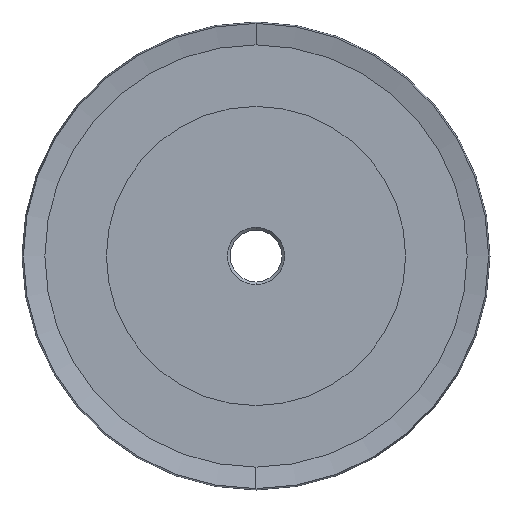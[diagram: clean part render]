
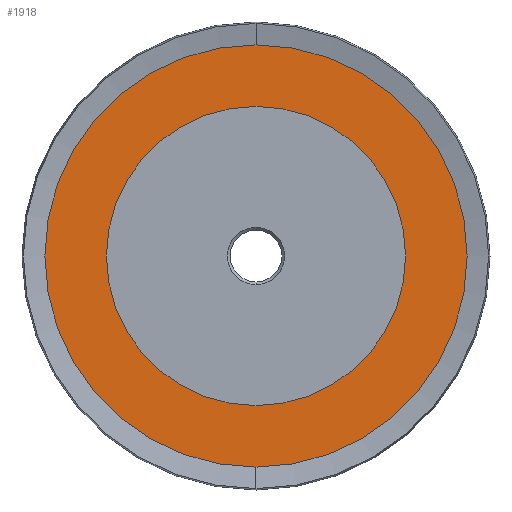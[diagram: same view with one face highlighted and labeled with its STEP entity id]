
A CAD part, left-side view. The second image highlights one B-rep face of the part: STEP entity #1918.
In plain terms, the highlighted planar face has unit normal (-1, 0, 0).
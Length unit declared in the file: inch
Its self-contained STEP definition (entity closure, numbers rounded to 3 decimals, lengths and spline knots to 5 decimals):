
#533 = VERTEX_POINT ( 'NONE', #9497 ) ;
#609 = AXIS2_PLACEMENT_3D ( 'NONE', #7350, #2224, #8203 ) ;
#917 = CIRCLE ( 'NONE', #609, 1.01508 ) ;
#1085 = DIRECTION ( 'NONE',  ( -1., 0., 0. ) ) ;
#1233 = DIRECTION ( 'NONE',  ( -1., 0., 0. ) ) ;
#1428 = CARTESIAN_POINT ( 'NONE',  ( 0.0325, 0., -0.719 ) ) ;
#1440 = CIRCLE ( 'NONE', #8232, 0.719 ) ;
#1918 = ADVANCED_FACE ( 'NONE', ( #2843, #7118 ), #8761, .T. ) ;
#2013 = DIRECTION ( 'NONE',  ( -1., 0., 0. ) ) ;
#2025 = CIRCLE ( 'NONE', #7637, 1.01508 ) ;
#2174 = ORIENTED_EDGE ( 'NONE', *, *, #2564, .T. ) ;
#2224 = DIRECTION ( 'NONE',  ( -1., 0., 0. ) ) ;
#2564 = EDGE_CURVE ( 'NONE', #3996, #3995, #917, .T. ) ;
#2683 = ORIENTED_EDGE ( 'NONE', *, *, #4644, .F. ) ;
#2730 = EDGE_LOOP ( 'NONE', ( #2174, #8076 ) ) ;
#2843 = FACE_BOUND ( 'NONE', #4237, .T. ) ;
#3111 = CARTESIAN_POINT ( 'NONE',  ( 0.0325, 0., -1.01508 ) ) ;
#3433 = EDGE_CURVE ( 'NONE', #3613, #533, #1440, .T. ) ;
#3613 = VERTEX_POINT ( 'NONE', #1428 ) ;
#3994 = CARTESIAN_POINT ( 'NONE',  ( 0.0325, 0., 0. ) ) ;
#3995 = VERTEX_POINT ( 'NONE', #3111 ) ;
#3996 = VERTEX_POINT ( 'NONE', #10775 ) ;
#4237 = EDGE_LOOP ( 'NONE', ( #5676, #2683 ) ) ;
#4644 = EDGE_CURVE ( 'NONE', #533, #3613, #5055, .T. ) ;
#4859 = DIRECTION ( 'NONE',  ( 0., 0., 1. ) ) ;
#5055 = CIRCLE ( 'NONE', #10016, 0.719 ) ;
#5676 = ORIENTED_EDGE ( 'NONE', *, *, #3433, .F. ) ;
#5999 = EDGE_CURVE ( 'NONE', #3995, #3996, #2025, .T. ) ;
#6259 = CARTESIAN_POINT ( 'NONE',  ( 0.0325, 0., 0. ) ) ;
#6400 = CARTESIAN_POINT ( 'NONE',  ( 0.0325, 0., 0. ) ) ;
#7084 = DIRECTION ( 'NONE',  ( 0., 0., 1. ) ) ;
#7118 = FACE_OUTER_BOUND ( 'NONE', #2730, .T. ) ;
#7224 = DIRECTION ( 'NONE',  ( 0., 0., 1. ) ) ;
#7350 = CARTESIAN_POINT ( 'NONE',  ( 0.0325, 0., 0. ) ) ;
#7434 = AXIS2_PLACEMENT_3D ( 'NONE', #10513, #2013, #7995 ) ;
#7637 = AXIS2_PLACEMENT_3D ( 'NONE', #3994, #9919, #4859 ) ;
#7995 = DIRECTION ( 'NONE',  ( 0., 0., 1. ) ) ;
#8076 = ORIENTED_EDGE ( 'NONE', *, *, #5999, .T. ) ;
#8203 = DIRECTION ( 'NONE',  ( 0., 0., 1. ) ) ;
#8232 = AXIS2_PLACEMENT_3D ( 'NONE', #6400, #1233, #7224 ) ;
#8761 = PLANE ( 'NONE',  #7434 ) ;
#9497 = CARTESIAN_POINT ( 'NONE',  ( 0.0325, 0., 0.719 ) ) ;
#9919 = DIRECTION ( 'NONE',  ( -1., 0., 0. ) ) ;
#10016 = AXIS2_PLACEMENT_3D ( 'NONE', #6259, #1085, #7084 ) ;
#10513 = CARTESIAN_POINT ( 'NONE',  ( 0.0325, 0., 0. ) ) ;
#10775 = CARTESIAN_POINT ( 'NONE',  ( 0.0325, 0., 1.01508 ) ) ;
